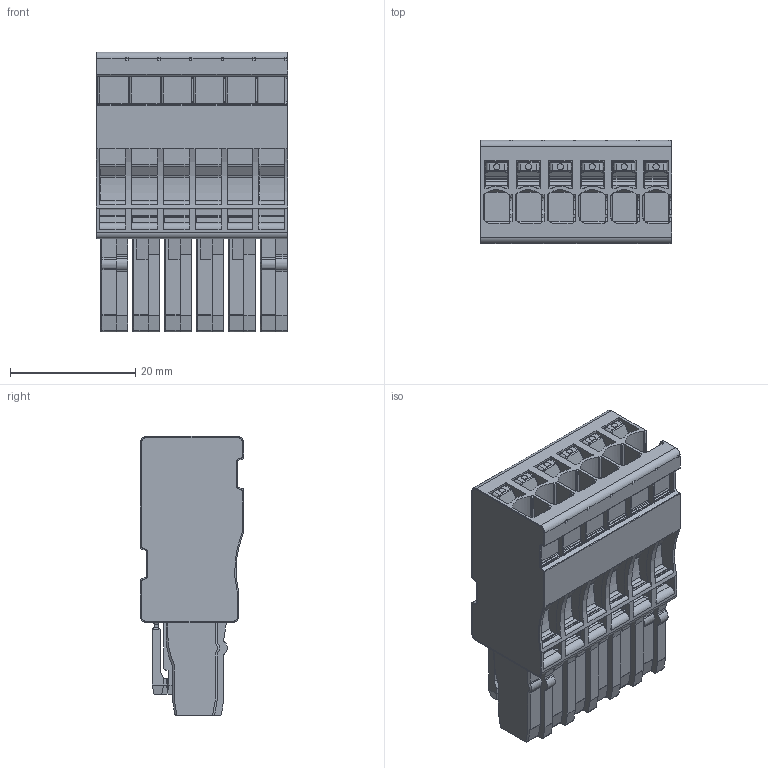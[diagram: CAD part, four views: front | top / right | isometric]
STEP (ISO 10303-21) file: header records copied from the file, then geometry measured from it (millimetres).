
FILE_DESCRIPTION(('CATIA V5 STEP Exchange','CAx-IF Rec.Pracs.--- Model Styling and Organization---1.5--- 2016-08-15','CAx-IF Rec.Pracs.---Supplemental Geometry---1.0---2011-11-01','CAx-IF Rec.Pracs.--- Composite Materials ---1.1---2010-07-15'),'2;1');
FILE_NAME ('2013598-3_1', '2025-02-20T10:25:04+00:00', ('none'), ('Weidmueller'), 'CATIA Version 5-6 Release 2022 SP4 HF5', 'CATIA V5 STEP AP214 v3', 'none');
FILE_SCHEMA(('AUTOMOTIVE_DESIGN { 1 0 10303 214 1 1 1 1 }'));
Products named in the file (1): 3030140000
Bounding box: 30.6 x 16.5 x 44.65 mm (x, y, z)
Volume: 14652.9 mm3; surface area: 11778.3 mm2
Topology: 1 solids, 17 shells, 3190 faces, 9092 edges, 5959 vertices
Faces by surface type: plane 1814, cylinder 1139, bspline 115, cone 78, torus 44
Entity records: 112706 total; most frequent: CARTESIAN_POINT 29970, ORIENTED_EDGE 18184, DIRECTION 13641, EDGE_CURVE 9092, VECTOR 6048, LINE 6048, VERTEX_POINT 5959, AXIS2_PLACEMENT_3D 4814
